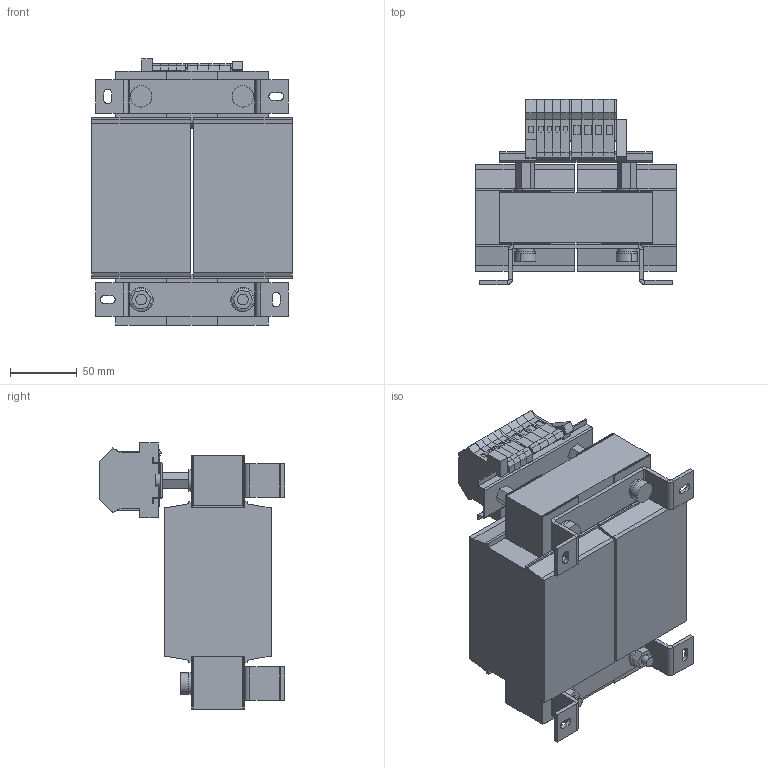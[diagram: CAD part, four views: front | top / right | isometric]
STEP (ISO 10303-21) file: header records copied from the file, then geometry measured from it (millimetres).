
FILE_DESCRIPTION (( 'STEP AP214' ), '1' );
FILE_NAME ('314363.STEP', '2020-11-09T08:23:29', ( '' ), ( '' ), 'SwSTEP 2.0', 'SolidWorks 2018', '' );
FILE_SCHEMA (( 'AUTOMOTIVE_DESIGN' ));
Length unit declared in the file: millimetre
Products named in the file (1): 314363
Bounding box: 150 x 138.65 x 199 mm (x, y, z)
Volume: 1867210.8 mm3; surface area: 182698.5 mm2
Topology: 1 solids, 1 shells, 789 faces, 1935 edges, 1182 vertices
Faces by surface type: plane 657, cylinder 124, torus 4, cone 4
Entity records: 22733 total; most frequent: CARTESIAN_POINT 4014, ORIENTED_EDGE 3870, DIRECTION 3760, EDGE_CURVE 1935, VECTOR 1656, LINE 1656, VERTEX_POINT 1182, AXIS2_PLACEMENT_3D 1052
